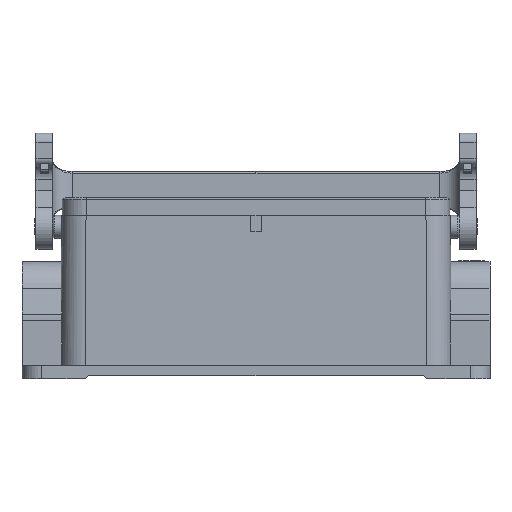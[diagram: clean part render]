
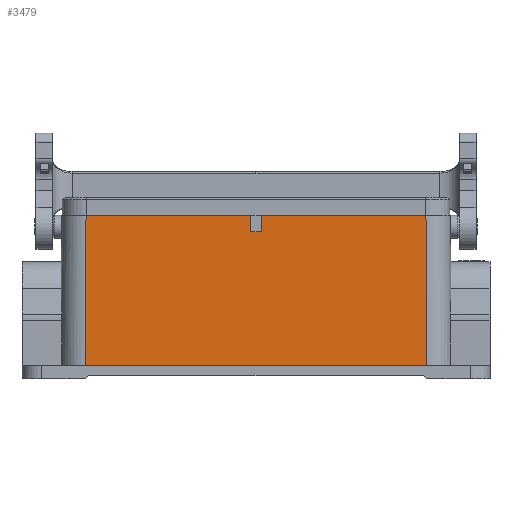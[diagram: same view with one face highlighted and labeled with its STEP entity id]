
A CAD part, front view. The second image highlights one B-rep face of the part: STEP entity #3479.
In plain terms, the highlighted planar face has unit normal (0, -1, 0.007).
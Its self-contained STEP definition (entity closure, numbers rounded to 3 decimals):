
#2269=LINE('',#14332,#2919);
#2272=LINE('',#14366,#2922);
#2279=LINE('',#14381,#2929);
#2283=LINE('',#14389,#2933);
#2344=LINE('',#14551,#2994);
#2345=LINE('',#14552,#2995);
#2346=LINE('',#14554,#2996);
#2347=LINE('',#14555,#2997);
#2919=VECTOR('',#10978,1.);
#2922=VECTOR('',#10995,1.);
#2929=VECTOR('',#11006,1.);
#2933=VECTOR('',#11012,1.);
#2994=VECTOR('',#11193,1.);
#2995=VECTOR('',#11194,1.);
#2996=VECTOR('',#11195,1.);
#2997=VECTOR('',#11196,1.);
#3479=ADVANCED_FACE('',(#4092),#3753,.F.);
#3753=PLANE('',#9554);
#4092=FACE_OUTER_BOUND('',#4532,.T.);
#4532=EDGE_LOOP('',(#5960,#5961,#5962,#5963,#5964,#5965,#5966,#5967));
#5960=ORIENTED_EDGE('',*,*,#8220,.T.);
#5961=ORIENTED_EDGE('',*,*,#8324,.T.);
#5962=ORIENTED_EDGE('',*,*,#8232,.T.);
#5963=ORIENTED_EDGE('',*,*,#8325,.T.);
#5964=ORIENTED_EDGE('',*,*,#8326,.T.);
#5965=ORIENTED_EDGE('',*,*,#8239,.T.);
#5966=ORIENTED_EDGE('',*,*,#8243,.T.);
#5967=ORIENTED_EDGE('',*,*,#8327,.T.);
#7314=VERTEX_POINT('',#14331);
#7315=VERTEX_POINT('',#14333);
#7319=VERTEX_POINT('',#14346);
#7326=VERTEX_POINT('',#14365);
#7331=VERTEX_POINT('',#14378);
#7332=VERTEX_POINT('',#14380);
#7335=VERTEX_POINT('',#14388);
#7377=VERTEX_POINT('',#14553);
#8220=EDGE_CURVE('',#7315,#7314,#2269,.T.);
#8232=EDGE_CURVE('',#7319,#7326,#2272,.T.);
#8239=EDGE_CURVE('',#7331,#7332,#2279,.T.);
#8243=EDGE_CURVE('',#7332,#7335,#2283,.T.);
#8324=EDGE_CURVE('',#7314,#7319,#2344,.T.);
#8325=EDGE_CURVE('',#7326,#7377,#2345,.T.);
#8326=EDGE_CURVE('',#7377,#7331,#2346,.T.);
#8327=EDGE_CURVE('',#7335,#7315,#2347,.T.);
#9554=AXIS2_PLACEMENT_3D('',#14556,#11197,#11198);
#10978=DIRECTION('',(-0.007,-0.007,-1.));
#10995=DIRECTION('',(-0.007,0.007,1.));
#11006=DIRECTION('',(-1.,0.,0.));
#11012=DIRECTION('',(0.,0.007,1.));
#11193=DIRECTION('',(1.,0.,0.));
#11194=DIRECTION('',(-1.,0.,0.));
#11195=DIRECTION('',(0.,-0.007,-1.));
#11196=DIRECTION('',(-1.,0.,0.));
#11197=DIRECTION('',(0.,1.,-0.007));
#11198=DIRECTION('',(0.,-0.007,-1.));
#14331=CARTESIAN_POINT('',(-52.6,-21.825,-40.25));
#14332=CARTESIAN_POINT('',(-52.601,-21.825,-40.299));
#14333=CARTESIAN_POINT('',(-52.298,-21.498,6.));
#14346=CARTESIAN_POINT('',(52.6,-21.825,-40.25));
#14365=CARTESIAN_POINT('',(52.298,-21.498,6.));
#14366=CARTESIAN_POINT('',(52.301,-21.5,5.651));
#14378=CARTESIAN_POINT('',(1.6,-21.533,1.));
#14380=CARTESIAN_POINT('',(-1.6,-21.533,1.));
#14381=CARTESIAN_POINT('',(-200.,-21.533,1.));
#14388=CARTESIAN_POINT('',(-1.6,-21.498,6.));
#14389=CARTESIAN_POINT('',(-1.6,-21.5,5.7));
#14551=CARTESIAN_POINT('',(-200.,-21.825,-40.25));
#14552=CARTESIAN_POINT('',(0.,-21.498,6.));
#14553=CARTESIAN_POINT('',(1.6,-21.498,6.));
#14554=CARTESIAN_POINT('',(1.6,-21.5,5.7));
#14555=CARTESIAN_POINT('',(0.,-21.498,6.));
#14556=CARTESIAN_POINT('',(-200.,-21.5,5.7));
